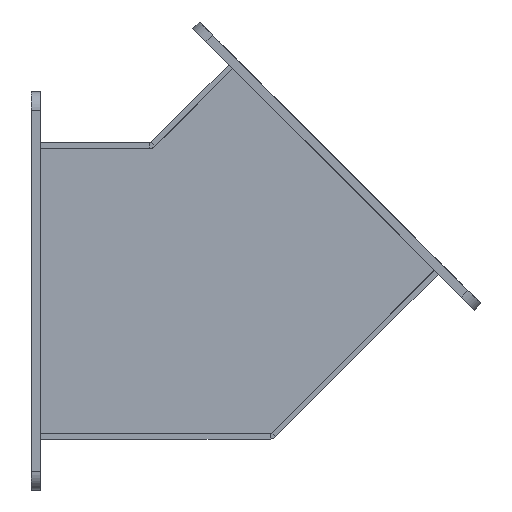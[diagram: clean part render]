
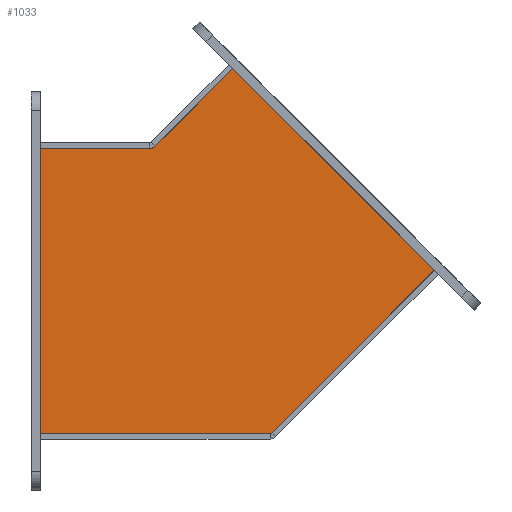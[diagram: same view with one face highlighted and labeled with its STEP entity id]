
A CAD part, front view. The second image highlights one B-rep face of the part: STEP entity #1033.
In plain terms, the highlighted face is planar.
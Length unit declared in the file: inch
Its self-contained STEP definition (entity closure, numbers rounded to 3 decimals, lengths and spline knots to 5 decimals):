
#79=PLANE('',#1101);
#123=FACE_OUTER_BOUND('',#181,.T.);
#181=EDGE_LOOP('',(#755,#756,#757,#758,#759,#760));
#289=LINE('',#1539,#387);
#293=LINE('',#1547,#391);
#296=LINE('',#1553,#394);
#299=LINE('',#1559,#397);
#302=LINE('',#1565,#400);
#305=LINE('',#1570,#403);
#387=VECTOR('',#1242,3.852);
#391=VECTOR('',#1248,3.24055);
#394=VECTOR('',#1253,3.24055);
#397=VECTOR('',#1258,3.852);
#400=VECTOR('',#1263,1.645);
#403=VECTOR('',#1268,1.645);
#477=VERTEX_POINT('',#1537);
#478=VERTEX_POINT('',#1538);
#481=VERTEX_POINT('',#1546);
#483=VERTEX_POINT('',#1552);
#485=VERTEX_POINT('',#1558);
#487=VERTEX_POINT('',#1564);
#573=EDGE_CURVE('',#477,#478,#289,.T.);
#577=EDGE_CURVE('',#478,#481,#293,.T.);
#580=EDGE_CURVE('',#481,#483,#296,.T.);
#583=EDGE_CURVE('',#483,#485,#299,.T.);
#586=EDGE_CURVE('',#485,#487,#302,.T.);
#589=EDGE_CURVE('',#487,#477,#305,.T.);
#755=ORIENTED_EDGE('',*,*,#573,.F.);
#756=ORIENTED_EDGE('',*,*,#589,.F.);
#757=ORIENTED_EDGE('',*,*,#586,.F.);
#758=ORIENTED_EDGE('',*,*,#583,.F.);
#759=ORIENTED_EDGE('',*,*,#580,.F.);
#760=ORIENTED_EDGE('',*,*,#577,.F.);
#1033=ADVANCED_FACE('',(#123),#79,.T.);
#1101=AXIS2_PLACEMENT_3D('',#1572,#1270,#1271);
#1242=DIRECTION('',(0.707,0.707,0.));
#1248=DIRECTION('',(0.707,-0.707,0.));
#1253=DIRECTION('',(0.,-1.,0.));
#1258=DIRECTION('',(-1.,0.,0.));
#1263=DIRECTION('',(0.,1.,0.));
#1268=DIRECTION('',(-0.707,0.707,0.));
#1270=DIRECTION('center_axis',(0.,0.,1.));
#1271=DIRECTION('ref_axis',(1.,0.,0.));
#1537=CARTESIAN_POINT('',(-1.16319,1.16319,0.074));
#1538=CARTESIAN_POINT('',(1.56058,3.88697,0.074));
#1539=CARTESIAN_POINT('',(-1.16319,1.16319,0.074));
#1546=CARTESIAN_POINT('',(3.852,1.59555,0.074));
#1547=CARTESIAN_POINT('',(1.56058,3.88697,0.074));
#1552=CARTESIAN_POINT('',(3.852,-1.645,0.074));
#1553=CARTESIAN_POINT('',(3.852,1.59555,0.074));
#1558=CARTESIAN_POINT('',(0.,-1.645,0.074));
#1559=CARTESIAN_POINT('',(3.852,-1.645,0.074));
#1564=CARTESIAN_POINT('',(0.,0.,0.074));
#1565=CARTESIAN_POINT('',(0.,-1.645,0.074));
#1570=CARTESIAN_POINT('',(0.,0.,0.074));
#1572=CARTESIAN_POINT('Origin',(1.62975,0.67507,0.074));
